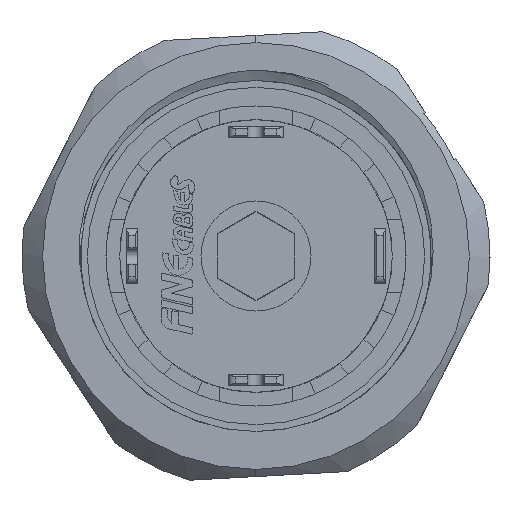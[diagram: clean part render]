
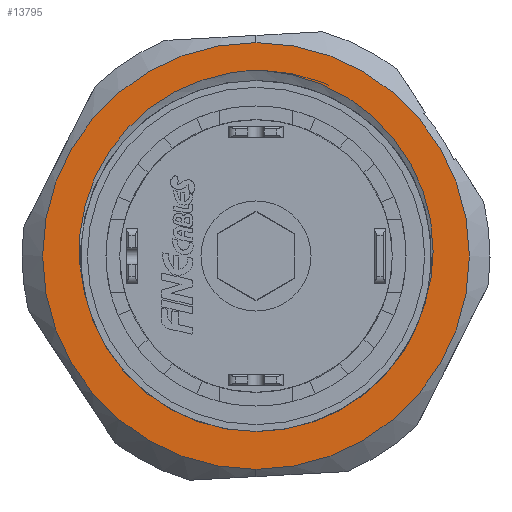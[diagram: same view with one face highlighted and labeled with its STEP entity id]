
A CAD part, front view. The second image highlights one B-rep face of the part: STEP entity #13795.
In plain terms, the highlighted planar face has unit normal (0, -1, 0).
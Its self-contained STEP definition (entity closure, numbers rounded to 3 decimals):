
#13 = CARTESIAN_POINT ( 'NONE',  ( -5.821, -5.35, 11.97 ) ) ;
#95 = CARTESIAN_POINT ( 'NONE',  ( 0., -5.35, 0. ) ) ;
#2102 = EDGE_CURVE ( 'NONE', #21146, #16499, #12390, .T. ) ;
#2946 = DIRECTION ( 'NONE',  ( 0., 0., -1. ) ) ;
#2954 = CARTESIAN_POINT ( 'NONE',  ( 11.496, -5.35, 6.233 ) ) ;
#3098 = CARTESIAN_POINT ( 'NONE',  ( -11.974, -5.35, 5.099 ) ) ;
#3239 = CARTESIAN_POINT ( 'NONE',  ( -4.474, -5.35, 12.584 ) ) ;
#3329 = DIRECTION ( 'NONE',  ( 0., 0., -1. ) ) ;
#4868 = VERTEX_POINT ( 'NONE', #37567 ) ;
#5241 = CARTESIAN_POINT ( 'NONE',  ( 0., -5.35, 0. ) ) ;
#5301 = VERTEX_POINT ( 'NONE', #23018 ) ;
#6047 = CARTESIAN_POINT ( 'NONE',  ( 0., -5.35, 0. ) ) ;
#6058 = CARTESIAN_POINT ( 'NONE',  ( 2.365, -5.35, 13.267 ) ) ;
#6192 = CARTESIAN_POINT ( 'NONE',  ( 12.084, -5.35, 4.875 ) ) ;
#6344 = CARTESIAN_POINT ( 'NONE',  ( -11.358, -5.35, 6.449 ) ) ;
#6479 = CARTESIAN_POINT ( 'NONE',  ( -3.06, -5.35, 13.048 ) ) ;
#6590 = EDGE_CURVE ( 'NONE', #28152, #15878, #33024, .T. ) ;
#8399 = B_SPLINE_CURVE_WITH_KNOTS ( 'NONE', 3,
 ( #21987, #31311, #6058, #28218, #9278, #31443, #12522, #34656, #15721, #37844, #18928, #41072, #22116, #2954, #25229, #6192, #28349, #9418, #31568, #12656, #34792, #15858, #37979, #19061 ),
 .UNSPECIFIED., .F., .F.,
 ( 4, 2, 2, 2, 2, 2, 2, 2, 2, 2, 2, 4 ),
 ( 0., 0.003, 0.006, 0.007, 0.009, 0.012, 0.013, 0.015, 0.016, 0.018, 0.021, 0.024 ),
 .UNSPECIFIED. ) ;
#8473 = DIRECTION ( 'NONE',  ( 0., 0., 1. ) ) ;
#9278 = CARTESIAN_POINT ( 'NONE',  ( 5.2, -5.35, 12.332 ) ) ;
#9418 = CARTESIAN_POINT ( 'NONE',  ( 12.518, -5.35, 3.444 ) ) ;
#9430 = CARTESIAN_POINT ( 'NONE',  ( -12.703, -5.35, -1.741 ) ) ;
#9467 = EDGE_CURVE ( 'NONE', #15878, #5301, #8399, .T. ) ;
#9566 = CARTESIAN_POINT ( 'NONE',  ( -10.595, -5.35, 7.719 ) ) ;
#9641 = FACE_BOUND ( 'NONE', #35525, .T. ) ;
#9700 = CARTESIAN_POINT ( 'NONE',  ( -0.613, -5.35, 13.493 ) ) ;
#10381 = EDGE_CURVE ( 'NONE', #16499, #21146, #10786, .T. ) ;
#10786 = CIRCLE ( 'NONE', #32209, 15.5 ) ;
#12124 = CIRCLE ( 'NONE', #37899, 12.75 ) ;
#12390 = CIRCLE ( 'NONE', #16800, 15.5 ) ;
#12515 = DIRECTION ( 'NONE',  ( 0., -1., 0. ) ) ;
#12522 = CARTESIAN_POINT ( 'NONE',  ( 6.918, -5.35, 11.353 ) ) ;
#12622 = DIRECTION ( 'NONE',  ( 0., 1., 0. ) ) ;
#12656 = CARTESIAN_POINT ( 'NONE',  ( 12.861, -5.35, 1.494 ) ) ;
#12805 = CARTESIAN_POINT ( 'NONE',  ( -9.371, -5.35, 9.296 ) ) ;
#13747 = EDGE_LOOP ( 'NONE', ( #21228, #20982 ) ) ;
#13795 = ADVANCED_FACE ( 'NONE', ( #25514, #9641 ), #37834, .T. ) ;
#14412 = ORIENTED_EDGE ( 'NONE', *, *, #14949, .T. ) ;
#14949 = EDGE_CURVE ( 'NONE', #4868, #28152, #12124, .T. ) ;
#15721 = CARTESIAN_POINT ( 'NONE',  ( 8.123, -5.35, 10.466 ) ) ;
#15858 = CARTESIAN_POINT ( 'NONE',  ( 12.767, -5.35, -1.488 ) ) ;
#15870 = CARTESIAN_POINT ( 'NONE',  ( -12.458, -5.35, -2.712 ) ) ;
#15878 = VERTEX_POINT ( 'NONE', #32120 ) ;
#15993 = CARTESIAN_POINT ( 'NONE',  ( -7.509, -5.35, 10.914 ) ) ;
#16499 = VERTEX_POINT ( 'NONE', #31403 ) ;
#16800 = AXIS2_PLACEMENT_3D ( 'NONE', #5241, #27424, #8473 ) ;
#17744 = CARTESIAN_POINT ( 'NONE',  ( 0., -5.35, -15.5 ) ) ;
#18559 = CIRCLE ( 'NONE', #38676, 12.75 ) ;
#18797 = DIRECTION ( 'NONE',  ( 0., 1., 0. ) ) ;
#18928 = CARTESIAN_POINT ( 'NONE',  ( 9.888, -5.35, 8.744 ) ) ;
#19061 = CARTESIAN_POINT ( 'NONE',  ( 12.282, -5.35, -3.421 ) ) ;
#19077 = CARTESIAN_POINT ( 'NONE',  ( -12.755, -5.35, 2.228 ) ) ;
#19202 = CARTESIAN_POINT ( 'NONE',  ( -6.255, -5.35, 11.732 ) ) ;
#19930 = EDGE_CURVE ( 'NONE', #5301, #4868, #18559, .T. ) ;
#19966 = ORIENTED_EDGE ( 'NONE', *, *, #19930, .T. ) ;
#20339 = CARTESIAN_POINT ( 'NONE',  ( -12.458, -5.35, -2.712 ) ) ;
#20982 = ORIENTED_EDGE ( 'NONE', *, *, #2102, .F. ) ;
#21146 = VERTEX_POINT ( 'NONE', #17744 ) ;
#21228 = ORIENTED_EDGE ( 'NONE', *, *, #10381, .F. ) ;
#21987 = CARTESIAN_POINT ( 'NONE',  ( 0.387, -5.35, 13.494 ) ) ;
#22116 = CARTESIAN_POINT ( 'NONE',  ( 11.02, -5.35, 7.099 ) ) ;
#22261 = CARTESIAN_POINT ( 'NONE',  ( -12.3, -5.35, 4.154 ) ) ;
#22385 = CARTESIAN_POINT ( 'NONE',  ( -4.93, -5.35, 12.396 ) ) ;
#22472 = DIRECTION ( 'NONE',  ( 0., 1., 0. ) ) ;
#23018 = CARTESIAN_POINT ( 'NONE',  ( 12.282, -5.35, -3.421 ) ) ;
#23113 = ORIENTED_EDGE ( 'NONE', *, *, #6590, .T. ) ;
#25229 = CARTESIAN_POINT ( 'NONE',  ( 11.709, -5.35, 5.788 ) ) ;
#25242 = CARTESIAN_POINT ( 'NONE',  ( -12.831, -5.35, -0.756 ) ) ;
#25376 = CARTESIAN_POINT ( 'NONE',  ( -11.785, -5.35, 5.558 ) ) ;
#25502 = CARTESIAN_POINT ( 'NONE',  ( -3.54, -5.35, 12.91 ) ) ;
#25514 = FACE_OUTER_BOUND ( 'NONE', #13747, .T. ) ;
#26666 = AXIS2_PLACEMENT_3D ( 'NONE', #6047, #12515, #2946 ) ;
#27424 = DIRECTION ( 'NONE',  ( 0., 1., 0. ) ) ;
#28152 = VERTEX_POINT ( 'NONE', #20339 ) ;
#28218 = CARTESIAN_POINT ( 'NONE',  ( 4.287, -5.35, 12.711 ) ) ;
#28349 = CARTESIAN_POINT ( 'NONE',  ( 12.246, -5.35, 4.406 ) ) ;
#28494 = CARTESIAN_POINT ( 'NONE',  ( -11.12, -5.35, 6.881 ) ) ;
#28626 = CARTESIAN_POINT ( 'NONE',  ( -1.6, -5.35, 13.381 ) ) ;
#31311 = CARTESIAN_POINT ( 'NONE',  ( 1.386, -5.35, 13.435 ) ) ;
#31403 = CARTESIAN_POINT ( 'NONE',  ( 0., -5.35, 15.5 ) ) ;
#31443 = CARTESIAN_POINT ( 'NONE',  ( 6.498, -5.35, 11.616 ) ) ;
#31533 = CARTESIAN_POINT ( 'NONE',  ( 0., -5.35, 0. ) ) ;
#31568 = CARTESIAN_POINT ( 'NONE',  ( 12.625, -5.35, 2.958 ) ) ;
#31714 = CARTESIAN_POINT ( 'NONE',  ( -10.306, -5.35, 8.126 ) ) ;
#31852 = CARTESIAN_POINT ( 'NONE',  ( 0.387, -5.35, 13.494 ) ) ;
#32120 = CARTESIAN_POINT ( 'NONE',  ( 0.387, -5.35, 13.494 ) ) ;
#32209 = AXIS2_PLACEMENT_3D ( 'NONE', #31533, #12622, #34758 ) ;
#33024 = B_SPLINE_CURVE_WITH_KNOTS ( 'NONE', 3,
 ( #15870, #9430, #25242, #37990, #19077, #41227, #22261, #3098, #25376, #6344, #28494, #9566, #31714, #12805, #34936, #15993, #38126, #19202, #13, #22385, #3239, #25502, #6479, #28626, #9700, #31852 ),
 .UNSPECIFIED., .F., .F.,
 ( 4, 2, 2, 2, 2, 2, 2, 2, 2, 2, 2, 2, 4 ),
 ( 0., 0.003, 0.006, 0.007, 0.009, 0.01, 0.012, 0.015, 0.016, 0.018, 0.019, 0.021, 0.024 ),
 .UNSPECIFIED. ) ;
#34656 = CARTESIAN_POINT ( 'NONE',  ( 7.734, -5.35, 10.776 ) ) ;
#34758 = DIRECTION ( 'NONE',  ( 0., 0., 1. ) ) ;
#34792 = CARTESIAN_POINT ( 'NONE',  ( 12.907, -5.35, 0.508 ) ) ;
#34936 = CARTESIAN_POINT ( 'NONE',  ( -8.671, -5.35, 9.992 ) ) ;
#35525 = EDGE_LOOP ( 'NONE', ( #19966, #14412, #23113, #40073 ) ) ;
#37567 = CARTESIAN_POINT ( 'NONE',  ( 0., -5.35, -12.75 ) ) ;
#37720 = CARTESIAN_POINT ( 'NONE',  ( 0., -5.35, 0. ) ) ;
#37834 = PLANE ( 'NONE',  #26666 ) ;
#37844 = CARTESIAN_POINT ( 'NONE',  ( 9.229, -5.35, 9.479 ) ) ;
#37899 = AXIS2_PLACEMENT_3D ( 'NONE', #37720, #18797, #40944 ) ;
#37979 = CARTESIAN_POINT ( 'NONE',  ( 12.582, -5.35, -2.466 ) ) ;
#37990 = CARTESIAN_POINT ( 'NONE',  ( -12.857, -5.35, 1.244 ) ) ;
#38126 = CARTESIAN_POINT ( 'NONE',  ( -7.101, -5.35, 11.203 ) ) ;
#38676 = AXIS2_PLACEMENT_3D ( 'NONE', #95, #22472, #3329 ) ;
#40073 = ORIENTED_EDGE ( 'NONE', *, *, #9467, .T. ) ;
#40944 = DIRECTION ( 'NONE',  ( 0., 0., -1. ) ) ;
#41072 = CARTESIAN_POINT ( 'NONE',  ( 10.755, -5.35, 7.521 ) ) ;
#41227 = CARTESIAN_POINT ( 'NONE',  ( -12.435, -5.35, 3.676 ) ) ;
